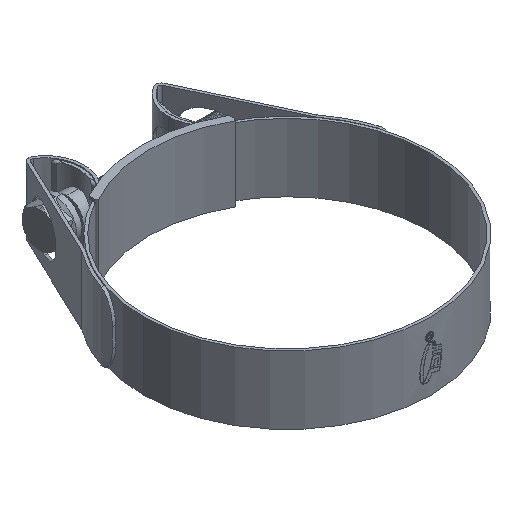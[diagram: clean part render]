
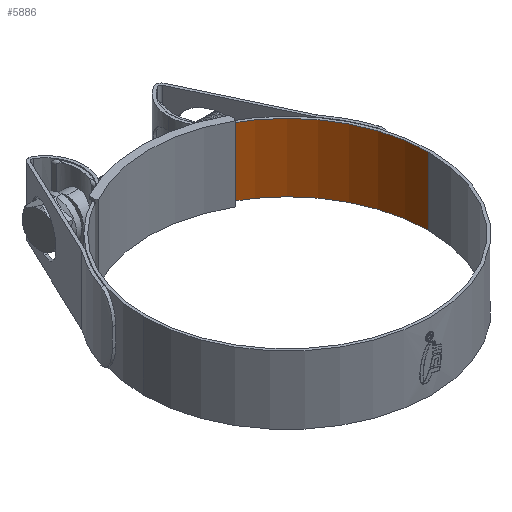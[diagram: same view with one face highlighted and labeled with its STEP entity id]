
A CAD part, isometric view. The second image highlights one B-rep face of the part: STEP entity #5886.
In plain terms, the highlighted cylindrical face has radius 52 mm (diameter 104 mm), a partial arc.
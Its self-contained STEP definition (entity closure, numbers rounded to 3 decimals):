
#1734 = CARTESIAN_POINT ( 'NONE',  ( 23.4, 46.437, 12.5 ) ) ;
#3817 = AXIS2_PLACEMENT_3D ( 'NONE', #35819, #26858, #9714 ) ;
#4031 = CARTESIAN_POINT ( 'NONE',  ( 52., 0., 12.5 ) ) ;
#4613 = LINE ( 'NONE', #1734, #10710 ) ;
#5886 = ADVANCED_FACE ( 'NONE', ( #19801 ), #8592, .F. ) ;
#7432 = ORIENTED_EDGE ( 'NONE', *, *, #12300, .F. ) ;
#8562 = AXIS2_PLACEMENT_3D ( 'NONE', #30742, #33227, #10164 ) ;
#8592 = CYLINDRICAL_SURFACE ( 'NONE', #24848, 52. ) ;
#9714 = DIRECTION ( 'NONE',  ( -1., 0., 0. ) ) ;
#10164 = DIRECTION ( 'NONE',  ( -1., 0., 0. ) ) ;
#10503 = DIRECTION ( 'NONE',  ( 0., 0., -1. ) ) ;
#10505 = CIRCLE ( 'NONE', #3817, 52. ) ;
#10710 = VECTOR ( 'NONE', #10503, 1000. ) ;
#11079 = EDGE_CURVE ( 'NONE', #32468, #13724, #19231, .T. ) ;
#12300 = EDGE_CURVE ( 'NONE', #29241, #32468, #10505, .T. ) ;
#13346 = CARTESIAN_POINT ( 'NONE',  ( 23.4, 46.437, 12.5 ) ) ;
#13724 = VERTEX_POINT ( 'NONE', #28858 ) ;
#14083 = CARTESIAN_POINT ( 'NONE',  ( 0., 0., 12.5 ) ) ;
#14105 = VECTOR ( 'NONE', #15806, 1000. ) ;
#15806 = DIRECTION ( 'NONE',  ( 0., 0., -1. ) ) ;
#18082 = CARTESIAN_POINT ( 'NONE',  ( 52., 0., 12.5 ) ) ;
#19231 = LINE ( 'NONE', #4031, #14105 ) ;
#19309 = ORIENTED_EDGE ( 'NONE', *, *, #22755, .T. ) ;
#19801 = FACE_OUTER_BOUND ( 'NONE', #25940, .T. ) ;
#22409 = VERTEX_POINT ( 'NONE', #23711 ) ;
#22755 = EDGE_CURVE ( 'NONE', #22409, #13724, #24370, .T. ) ;
#23711 = CARTESIAN_POINT ( 'NONE',  ( 23.4, 46.437, -12.5 ) ) ;
#24370 = CIRCLE ( 'NONE', #8562, 52. ) ;
#24848 = AXIS2_PLACEMENT_3D ( 'NONE', #14083, #31622, #37355 ) ;
#25881 = ORIENTED_EDGE ( 'NONE', *, *, #11079, .F. ) ;
#25940 = EDGE_LOOP ( 'NONE', ( #25881, #7432, #31030, #19309 ) ) ;
#26858 = DIRECTION ( 'NONE',  ( 0., 0., -1. ) ) ;
#28858 = CARTESIAN_POINT ( 'NONE',  ( 52., 0., -12.5 ) ) ;
#29241 = VERTEX_POINT ( 'NONE', #13346 ) ;
#29289 = EDGE_CURVE ( 'NONE', #29241, #22409, #4613, .T. ) ;
#30742 = CARTESIAN_POINT ( 'NONE',  ( 0., 0., -12.5 ) ) ;
#31030 = ORIENTED_EDGE ( 'NONE', *, *, #29289, .T. ) ;
#31622 = DIRECTION ( 'NONE',  ( 0., 0., -1. ) ) ;
#32468 = VERTEX_POINT ( 'NONE', #18082 ) ;
#33227 = DIRECTION ( 'NONE',  ( 0., 0., -1. ) ) ;
#35819 = CARTESIAN_POINT ( 'NONE',  ( 0., 0., 12.5 ) ) ;
#37355 = DIRECTION ( 'NONE',  ( -1., 0., 0. ) ) ;
